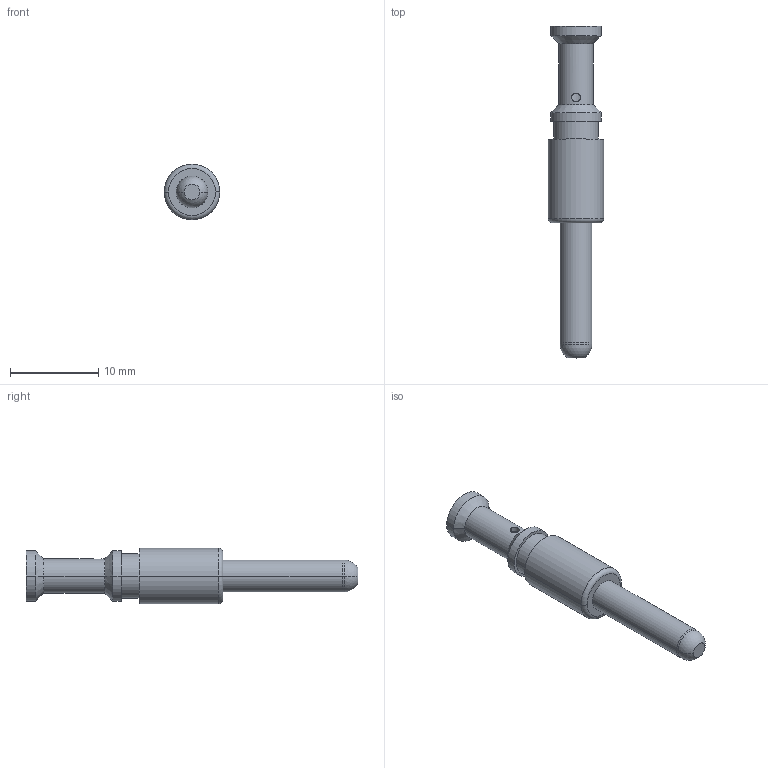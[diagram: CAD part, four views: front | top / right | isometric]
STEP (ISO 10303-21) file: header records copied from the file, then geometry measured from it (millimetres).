
FILE_DESCRIPTION((''),'2;1');
FILE_NAME('3D_1010242101201_M40-AMC75G-4','2017-07-14T',('zm.lin'),(''),'PRO/ENGINEER BY PARAMETRIC TECHNOLOGY CORPORATION, 2012480','PRO/ENGINEER BY PARAMETRIC TECHNOLOGY CORPORATION, 2012480','');
FILE_SCHEMA(('CONFIG_CONTROL_DESIGN'));
Length unit declared in the file: millimetre
Products named in the file (1): 3D_1010242101201_M40-AMC75G-4
Bounding box: 6.3 x 37.6 x 6.3 mm (x, y, z)
Volume: 587.8 mm3; surface area: 703.5 mm2
Topology: 1 solids, 1 shells, 35 faces, 72 edges, 41 vertices
Faces by surface type: cylinder 18, cone 8, plane 5, torus 2, sphere 2
Entity records: 1396 total; most frequent: CARTESIAN_POINT 199, COLOUR_RGB 177, DIRECTION 176, ORIENTED_EDGE 140, AXIS2_PLACEMENT_3D 75, PRESENTATION_STYLE_ASSIGNMENT 71, STYLED_ITEM 71, CURVE_STYLE 70
